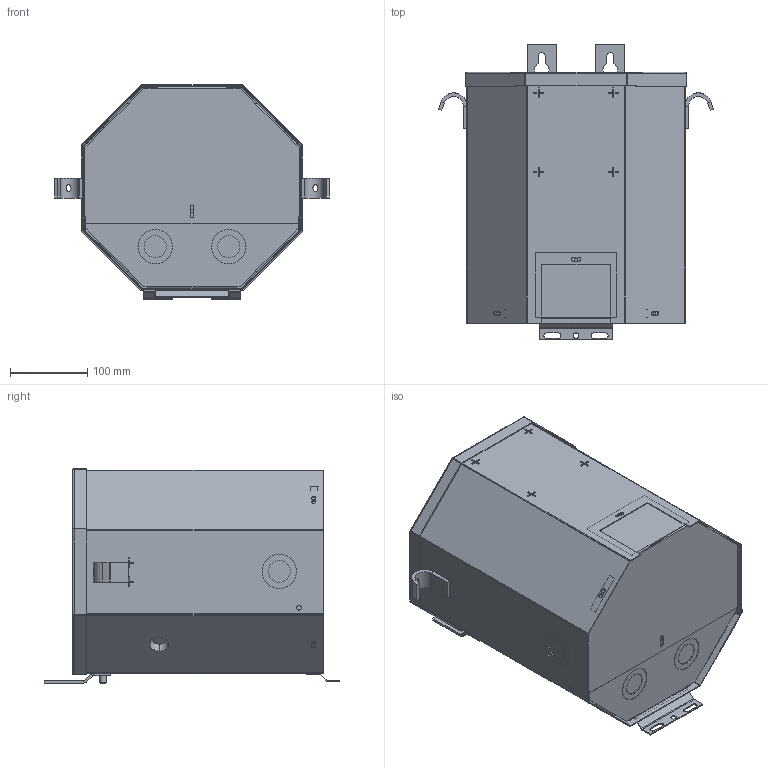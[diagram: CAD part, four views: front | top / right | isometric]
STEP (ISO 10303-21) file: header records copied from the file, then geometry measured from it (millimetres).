
FILE_DESCRIPTION (( 'STEP AP203' ), '1' );
FILE_NAME ('T2536151S.step', '2022-01-12T16:57:10', ( '' ), ( '' ), 'SwSTEP 2.0', 'SolidWorks 2021', '' );
FILE_SCHEMA (( 'CONFIG_CONTROL_DESIGN' ));
Length unit declared in the file: millimetre
Products named in the file (1): T2536151S
Bounding box: 356.02 x 383.16 x 278.11 mm (x, y, z)
Volume: 623125.4 mm3; surface area: 974373 mm2
Topology: 13 solids, 13 shells, 643 faces, 1505 edges, 922 vertices
Faces by surface type: plane 422, cylinder 185, bspline 20, cone 12, torus 4
Entity records: 19266 total; most frequent: CARTESIAN_POINT 4263, DIRECTION 3079, ORIENTED_EDGE 3010, EDGE_CURVE 1505, VECTOR 1091, LINE 1091, AXIS2_PLACEMENT_3D 994, VERTEX_POINT 922
